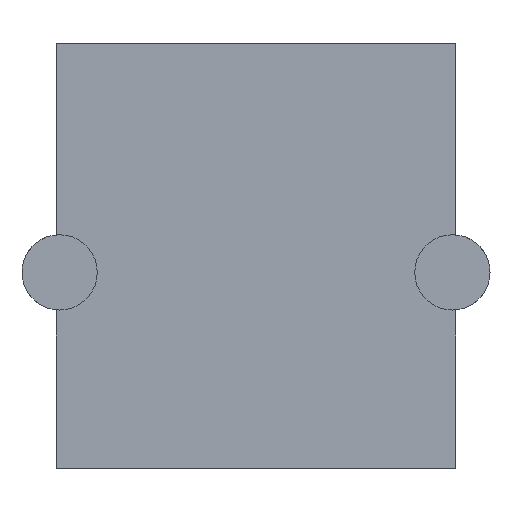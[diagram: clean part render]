
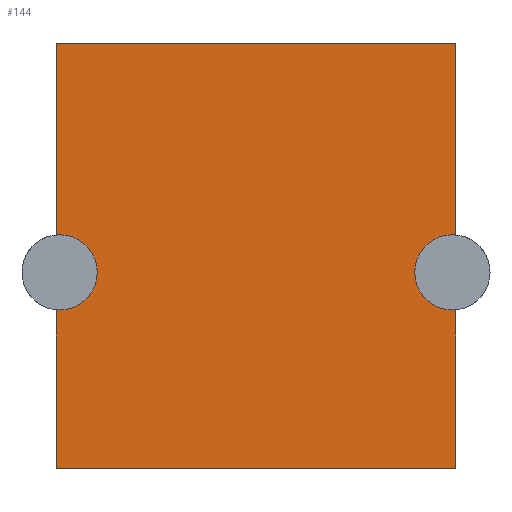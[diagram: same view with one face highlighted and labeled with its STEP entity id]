
A CAD part, front view. The second image highlights one B-rep face of the part: STEP entity #144.
In plain terms, the highlighted planar face has unit normal (0, -1, 0).
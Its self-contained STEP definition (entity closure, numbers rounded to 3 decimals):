
#7 = AXIS2_PLACEMENT_3D ( 'NONE', #462, #8, #282 ) ;
#8 = DIRECTION ( 'NONE',  ( 0., 1., 0. ) ) ;
#22 = CARTESIAN_POINT ( 'NONE',  ( 6., 0., 0. ) ) ;
#25 = CARTESIAN_POINT ( 'NONE',  ( 6.1, 0., 7. ) ) ;
#30 = VERTEX_POINT ( 'NONE', #294 ) ;
#43 = VERTEX_POINT ( 'NONE', #414 ) ;
#49 = CARTESIAN_POINT ( 'NONE',  ( -6.1, 0., 0. ) ) ;
#60 = CARTESIAN_POINT ( 'NONE',  ( -6.1, 0., -6. ) ) ;
#61 = VECTOR ( 'NONE', #211, 1000. ) ;
#75 = EDGE_CURVE ( 'NONE', #452, #579, #475, .T. ) ;
#76 = CARTESIAN_POINT ( 'NONE',  ( 6.1, 0., 1.146 ) ) ;
#78 = EDGE_CURVE ( 'NONE', #547, #97, #240, .T. ) ;
#79 = EDGE_CURVE ( 'NONE', #160, #304, #378, .T. ) ;
#82 = VERTEX_POINT ( 'NONE', #25 ) ;
#85 = CARTESIAN_POINT ( 'NONE',  ( 6., 0., 0. ) ) ;
#97 = VERTEX_POINT ( 'NONE', #248 ) ;
#103 = LINE ( 'NONE', #49, #420 ) ;
#112 = CARTESIAN_POINT ( 'NONE',  ( 6.1, 0., 0. ) ) ;
#116 = DIRECTION ( 'NONE',  ( 0., 1., 0. ) ) ;
#125 = DIRECTION ( 'NONE',  ( 1., 0., 0. ) ) ;
#128 = CARTESIAN_POINT ( 'NONE',  ( 6., 0., -1.15 ) ) ;
#130 = ORIENTED_EDGE ( 'NONE', *, *, #285, .T. ) ;
#141 = ORIENTED_EDGE ( 'NONE', *, *, #79, .F. ) ;
#143 = PLANE ( 'NONE',  #151 ) ;
#144 = ADVANCED_FACE ( 'NONE', ( #323 ), #143, .F. ) ;
#147 = LINE ( 'NONE', #112, #503 ) ;
#151 = AXIS2_PLACEMENT_3D ( 'NONE', #467, #581, #529 ) ;
#158 = DIRECTION ( 'NONE',  ( 0., 1., 0. ) ) ;
#160 = VERTEX_POINT ( 'NONE', #402 ) ;
#163 = EDGE_CURVE ( 'NONE', #470, #30, #261, .T. ) ;
#166 = AXIS2_PLACEMENT_3D ( 'NONE', #85, #268, #448 ) ;
#168 = CARTESIAN_POINT ( 'NONE',  ( 6.1, 0., 0. ) ) ;
#173 = CARTESIAN_POINT ( 'NONE',  ( 6., 0., 1.15 ) ) ;
#181 = EDGE_CURVE ( 'NONE', #579, #576, #465, .T. ) ;
#206 = EDGE_CURVE ( 'NONE', #304, #82, #486, .T. ) ;
#211 = DIRECTION ( 'NONE',  ( 1., 0., 0. ) ) ;
#212 = ORIENTED_EDGE ( 'NONE', *, *, #181, .T. ) ;
#215 = CARTESIAN_POINT ( 'NONE',  ( 0., 0., -6. ) ) ;
#226 = ORIENTED_EDGE ( 'NONE', *, *, #75, .T. ) ;
#231 = ORIENTED_EDGE ( 'NONE', *, *, #206, .F. ) ;
#234 = CIRCLE ( 'NONE', #412, 1.15 ) ;
#240 = CIRCLE ( 'NONE', #364, 1.15 ) ;
#248 = CARTESIAN_POINT ( 'NONE',  ( -6.1, 0., -1.146 ) ) ;
#255 = ORIENTED_EDGE ( 'NONE', *, *, #347, .F. ) ;
#261 = LINE ( 'NONE', #215, #523 ) ;
#263 = CARTESIAN_POINT ( 'NONE',  ( 0., 0., 7. ) ) ;
#264 = ORIENTED_EDGE ( 'NONE', *, *, #370, .T. ) ;
#268 = DIRECTION ( 'NONE',  ( 0., 1., 0. ) ) ;
#272 = CIRCLE ( 'NONE', #472, 1.15 ) ;
#276 = VERTEX_POINT ( 'NONE', #76 ) ;
#282 = DIRECTION ( 'NONE',  ( 0., 0., 1. ) ) ;
#285 = EDGE_CURVE ( 'NONE', #276, #82, #390, .T. ) ;
#294 = CARTESIAN_POINT ( 'NONE',  ( 6.1, 0., -6. ) ) ;
#304 = VERTEX_POINT ( 'NONE', #451 ) ;
#319 = ORIENTED_EDGE ( 'NONE', *, *, #163, .T. ) ;
#323 = FACE_OUTER_BOUND ( 'NONE', #449, .T. ) ;
#325 = VECTOR ( 'NONE', #335, 1000. ) ;
#329 = CARTESIAN_POINT ( 'NONE',  ( -6., 0., 0. ) ) ;
#335 = DIRECTION ( 'NONE',  ( 0., 0., 1. ) ) ;
#338 = DIRECTION ( 'NONE',  ( 0., 0., 1. ) ) ;
#347 = EDGE_CURVE ( 'NONE', #470, #97, #103, .T. ) ;
#353 = ORIENTED_EDGE ( 'NONE', *, *, #562, .T. ) ;
#354 = AXIS2_PLACEMENT_3D ( 'NONE', #22, #158, #338 ) ;
#364 = AXIS2_PLACEMENT_3D ( 'NONE', #522, #116, #474 ) ;
#365 = DIRECTION ( 'NONE',  ( 0., 0., 1. ) ) ;
#370 = EDGE_CURVE ( 'NONE', #576, #276, #380, .T. ) ;
#378 = LINE ( 'NONE', #386, #325 ) ;
#380 = CIRCLE ( 'NONE', #7, 1.15 ) ;
#386 = CARTESIAN_POINT ( 'NONE',  ( -6.1, 0., 0. ) ) ;
#388 = DIRECTION ( 'NONE',  ( 0., 0., 1. ) ) ;
#390 = LINE ( 'NONE', #168, #439 ) ;
#402 = CARTESIAN_POINT ( 'NONE',  ( -6.1, 0., 1.146 ) ) ;
#412 = AXIS2_PLACEMENT_3D ( 'NONE', #329, #471, #419 ) ;
#414 = CARTESIAN_POINT ( 'NONE',  ( -6., 0., 1.15 ) ) ;
#419 = DIRECTION ( 'NONE',  ( 0., 0., 1. ) ) ;
#420 = VECTOR ( 'NONE', #542, 1000. ) ;
#429 = EDGE_CURVE ( 'NONE', #30, #452, #147, .T. ) ;
#439 = VECTOR ( 'NONE', #365, 1000. ) ;
#447 = CARTESIAN_POINT ( 'NONE',  ( -6., 0., 0. ) ) ;
#448 = DIRECTION ( 'NONE',  ( 0., 0., 1. ) ) ;
#449 = EDGE_LOOP ( 'NONE', ( #481, #226, #212, #264, #130, #231, #141, #353, #457, #544, #255, #319 ) ) ;
#451 = CARTESIAN_POINT ( 'NONE',  ( -6.1, 0., 7. ) ) ;
#452 = VERTEX_POINT ( 'NONE', #505 ) ;
#457 = ORIENTED_EDGE ( 'NONE', *, *, #491, .T. ) ;
#462 = CARTESIAN_POINT ( 'NONE',  ( 6., 0., 0. ) ) ;
#465 = CIRCLE ( 'NONE', #166, 1.15 ) ;
#467 = CARTESIAN_POINT ( 'NONE',  ( 0., 0., 0. ) ) ;
#470 = VERTEX_POINT ( 'NONE', #60 ) ;
#471 = DIRECTION ( 'NONE',  ( 0., 1., 0. ) ) ;
#472 = AXIS2_PLACEMENT_3D ( 'NONE', #447, #485, #388 ) ;
#474 = DIRECTION ( 'NONE',  ( 0., 0., 1. ) ) ;
#475 = CIRCLE ( 'NONE', #354, 1.15 ) ;
#481 = ORIENTED_EDGE ( 'NONE', *, *, #429, .T. ) ;
#485 = DIRECTION ( 'NONE',  ( 0., 1., 0. ) ) ;
#486 = LINE ( 'NONE', #263, #61 ) ;
#491 = EDGE_CURVE ( 'NONE', #43, #547, #234, .T. ) ;
#503 = VECTOR ( 'NONE', #553, 1000. ) ;
#505 = CARTESIAN_POINT ( 'NONE',  ( 6.1, 0., -1.146 ) ) ;
#512 = CARTESIAN_POINT ( 'NONE',  ( -6., 0., -1.15 ) ) ;
#522 = CARTESIAN_POINT ( 'NONE',  ( -6., 0., 0. ) ) ;
#523 = VECTOR ( 'NONE', #125, 1000. ) ;
#529 = DIRECTION ( 'NONE',  ( 0., 0., 1. ) ) ;
#542 = DIRECTION ( 'NONE',  ( 0., 0., 1. ) ) ;
#544 = ORIENTED_EDGE ( 'NONE', *, *, #78, .T. ) ;
#547 = VERTEX_POINT ( 'NONE', #512 ) ;
#553 = DIRECTION ( 'NONE',  ( 0., 0., 1. ) ) ;
#562 = EDGE_CURVE ( 'NONE', #160, #43, #272, .T. ) ;
#576 = VERTEX_POINT ( 'NONE', #173 ) ;
#579 = VERTEX_POINT ( 'NONE', #128 ) ;
#581 = DIRECTION ( 'NONE',  ( 0., 1., 0. ) ) ;
